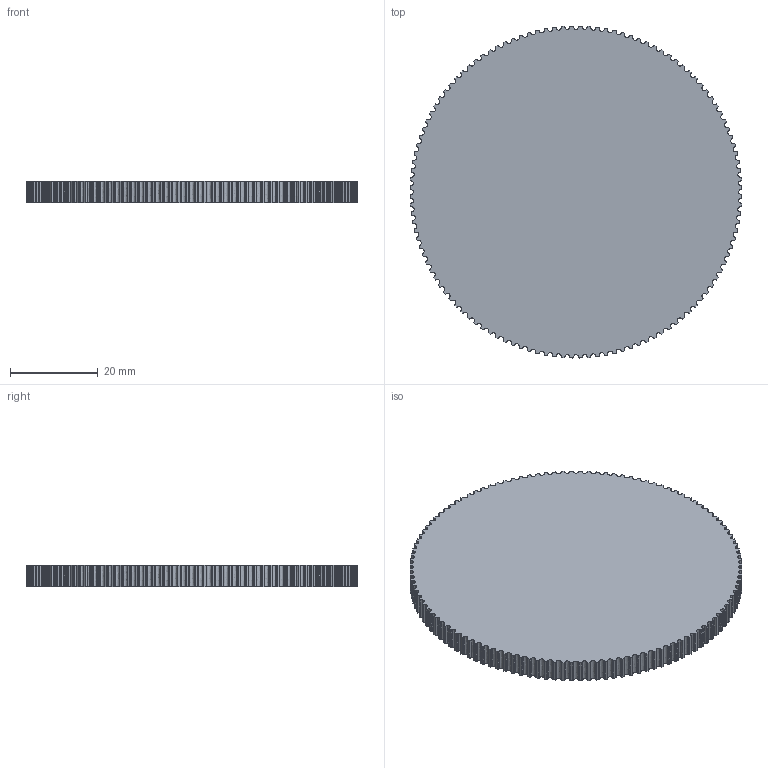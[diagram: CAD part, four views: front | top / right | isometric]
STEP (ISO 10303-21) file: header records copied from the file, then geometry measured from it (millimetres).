
FILE_DESCRIPTION(('FreeCAD Model'),'2;1');
FILE_NAME('Open CASCADE Shape Model','2025-06-25T08:59:14',('BT'),(''), 'Open CASCADE STEP processor 7.8','FreeCAD','Unknown');
FILE_SCHEMA(('AUTOMOTIVE_DESIGN { 1 0 10303 214 1 1 1 1 }'));
Length unit declared in the file: millimetre
Products named in the file (1): timinggear
Bounding box: 75.87 x 75.87 x 5 mm (x, y, z)
Volume: 22179 mm3; surface area: 10558.4 mm2
Topology: 1 solids, 1 shells, 722 faces, 2160 edges, 1440 vertices
Faces by surface type: extrusion 714, cylinder 6, plane 2
Entity records: 23105 total; most frequent: CARTESIAN_POINT 8607, ORIENTED_EDGE 4320, EDGE_CURVE 2160, DIRECTION 1476, VERTEX_POINT 1440, VECTOR 1434, ADVANCED_FACE 722, FACE_BOUND 722
